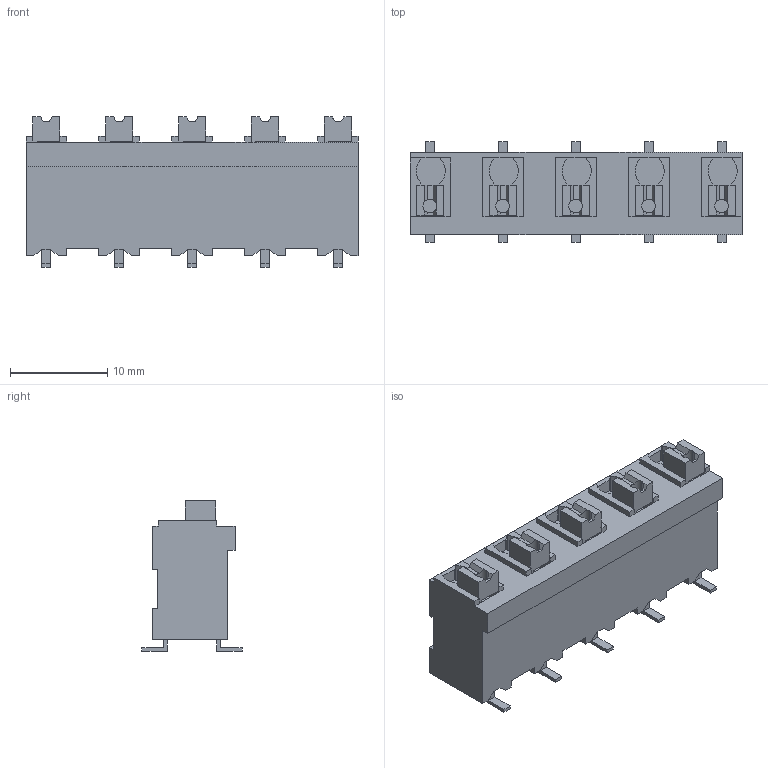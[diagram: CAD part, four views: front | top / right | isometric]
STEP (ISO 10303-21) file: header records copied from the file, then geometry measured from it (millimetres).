
FILE_DESCRIPTION(('CATIA V5 STEP Exchange','CAx-IF Rec.Pracs.--- Model Styling and Organization---1.2---2011-12-15'),'2;1');
FILE_NAME ('D1452245_0_1473870000_1473870000.stp','2018-03-22T06:44:27+00:00',('none'),('Weidmueller'),'CATIA Version 5-6 Release 2014','CATIA V5 STEP AP214','none');
FILE_SCHEMA(('AUTOMOTIVE_DESIGN { 1 0 10303 214 1 1 1 1 }'));
Length unit declared in the file: millimetre
Products named in the file (1): 1473870000
Bounding box: 34.13 x 10.3 x 15.46 mm (x, y, z)
Volume: 1994.1 mm3; surface area: 3157.1 mm2
Topology: 16 solids, 16 shells, 463 faces, 1319 edges, 886 vertices
Faces by surface type: plane 443, cylinder 20
Entity records: 14482 total; most frequent: ORIENTED_EDGE 2638, CARTESIAN_POINT 2632, DIRECTION 1951, EDGE_CURVE 1319, VECTOR 1239, LINE 1239, VERTEX_POINT 886, EDGE_LOOP 471
